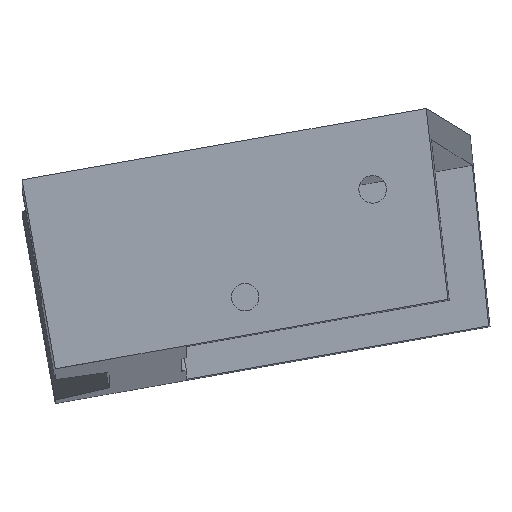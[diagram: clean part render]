
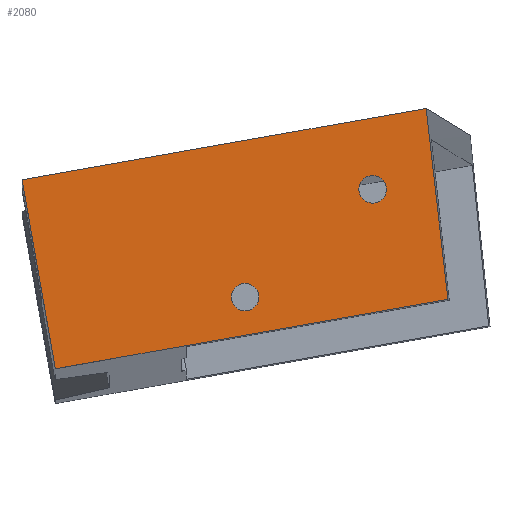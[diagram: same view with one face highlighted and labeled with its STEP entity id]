
A CAD part, front view. The second image highlights one B-rep face of the part: STEP entity #2080.
In plain terms, the highlighted planar face has unit normal (0, -1, 0).
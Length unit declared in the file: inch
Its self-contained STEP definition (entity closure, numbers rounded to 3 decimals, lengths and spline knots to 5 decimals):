
#1 = ORIENTED_EDGE ( 'NONE', *, *, #333, .F. ) ;
#42 = DIRECTION ( 'NONE',  ( 0., 0., 1. ) ) ;
#45 = CARTESIAN_POINT ( 'NONE',  ( 18.83394, 240.2, 118.6507 ) ) ;
#58 = LINE ( 'NONE', #643, #974 ) ;
#97 = VERTEX_POINT ( 'NONE', #1104 ) ;
#102 = CARTESIAN_POINT ( 'NONE',  ( 16.71611, 240.2, 119.54594 ) ) ;
#105 = LINE ( 'NONE', #1247, #588 ) ;
#153 = DIRECTION ( 'NONE',  ( 0., 0., 1. ) ) ;
#160 = AXIS2_PLACEMENT_3D ( 'NONE', #1189, #238, #42 ) ;
#180 = DIRECTION ( 'NONE',  ( -0.985, 0., -0.174 ) ) ;
#193 = EDGE_CURVE ( 'NONE', #1064, #521, #1844, .T. ) ;
#197 = EDGE_CURVE ( 'NONE', #2372, #2015, #1226, .T. ) ;
#210 = EDGE_CURVE ( 'NONE', #2480, #97, #771, .T. ) ;
#238 = DIRECTION ( 'NONE',  ( 0., 1., 0. ) ) ;
#256 = ORIENTED_EDGE ( 'NONE', *, *, #1241, .T. ) ;
#266 = VECTOR ( 'NONE', #1688, 39.37008 ) ;
#275 = DIRECTION ( 'NONE',  ( -0.985, 0., -0.174 ) ) ;
#276 = LINE ( 'NONE', #858, #2192 ) ;
#278 = CIRCLE ( 'NONE', #1477, 0.09 ) ;
#296 = CIRCLE ( 'NONE', #1259, 0.09 ) ;
#333 = EDGE_CURVE ( 'NONE', #1719, #734, #1120, .T. ) ;
#337 = CIRCLE ( 'NONE', #1731, 0.09 ) ;
#346 = EDGE_CURVE ( 'NONE', #1030, #1810, #296, .T. ) ;
#376 = ORIENTED_EDGE ( 'NONE', *, *, #210, .F. ) ;
#428 = PLANE ( 'NONE',  #160 ) ;
#435 = EDGE_CURVE ( 'NONE', #1719, #645, #572, .T. ) ;
#446 = LINE ( 'NONE', #45, #2391 ) ;
#519 = CARTESIAN_POINT ( 'NONE',  ( 18.69176, 240.2, 119.89451 ) ) ;
#521 = VERTEX_POINT ( 'NONE', #582 ) ;
#536 = EDGE_CURVE ( 'NONE', #734, #2141, #646, .T. ) ;
#547 = DIRECTION ( 'NONE',  ( 0.985, 0., 0.174 ) ) ;
#572 = LINE ( 'NONE', #2295, #1573 ) ;
#582 = CARTESIAN_POINT ( 'NONE',  ( 16.65008, 240.2, 118.26423 ) ) ;
#588 = VECTOR ( 'NONE', #1634, 39.37008 ) ;
#605 = CARTESIAN_POINT ( 'NONE',  ( 16.05074, 240.2, 119.4783 ) ) ;
#615 = EDGE_CURVE ( 'NONE', #521, #2480, #58, .T. ) ;
#622 = VECTOR ( 'NONE', #547, 39.37008 ) ;
#637 = EDGE_CURVE ( 'NONE', #1810, #1030, #337, .T. ) ;
#643 = CARTESIAN_POINT ( 'NONE',  ( 16.28481, 240.2, 118.19987 ) ) ;
#645 = VERTEX_POINT ( 'NONE', #1375 ) ;
#646 = B_SPLINE_CURVE_WITH_KNOTS ( 'NONE', 3,
 ( #1156, #969, #1725, #1350 ),
 .UNSPECIFIED., .F., .F.,
 ( 4, 4 ),
 ( 0., 0.0318 ),
 .UNSPECIFIED. ) ;
#722 = DIRECTION ( 'NONE',  ( 0., 1., 0. ) ) ;
#723 = ORIENTED_EDGE ( 'NONE', *, *, #615, .F. ) ;
#734 = VERTEX_POINT ( 'NONE', #519 ) ;
#765 = CARTESIAN_POINT ( 'NONE',  ( 16.27631, 240.2, 118.19837 ) ) ;
#771 = LINE ( 'NONE', #605, #1666 ) ;
#780 = CARTESIAN_POINT ( 'NONE',  ( 18.34365, 240.2, 119.45766 ) ) ;
#782 = DIRECTION ( 'NONE',  ( 0., 1., 0. ) ) ;
#806 = FACE_BOUND ( 'NONE', #2324, .T. ) ;
#841 = CARTESIAN_POINT ( 'NONE',  ( 18.83394, 240.2, 118.6507 ) ) ;
#858 = CARTESIAN_POINT ( 'NONE',  ( 16.43706, 240.2, 119.49671 ) ) ;
#859 = ORIENTED_EDGE ( 'NONE', *, *, #1890, .T. ) ;
#935 = CARTESIAN_POINT ( 'NONE',  ( 16.64141, 240.2, 118.31242 ) ) ;
#969 = CARTESIAN_POINT ( 'NONE',  ( 18.74483, 240.2, 119.48058 ) ) ;
#974 = VECTOR ( 'NONE', #275, 39.37008 ) ;
#1030 = VERTEX_POINT ( 'NONE', #1636 ) ;
#1037 = ORIENTED_EDGE ( 'NONE', *, *, #435, .T. ) ;
#1041 = DIRECTION ( 'NONE',  ( 0.985, 0., 0.174 ) ) ;
#1064 = VERTEX_POINT ( 'NONE', #2476 ) ;
#1104 = CARTESIAN_POINT ( 'NONE',  ( 16.05925, 240.2, 119.43005 ) ) ;
#1117 = CARTESIAN_POINT ( 'NONE',  ( 18.34365, 240.2, 119.36766 ) ) ;
#1120 = LINE ( 'NONE', #1669, #622 ) ;
#1156 = CARTESIAN_POINT ( 'NONE',  ( 18.69176, 240.2, 119.89451 ) ) ;
#1189 = CARTESIAN_POINT ( 'NONE',  ( 17.76039, 240.2, 119.10208 ) ) ;
#1225 = ORIENTED_EDGE ( 'NONE', *, *, #1673, .F. ) ;
#1226 = CIRCLE ( 'NONE', #1864, 0.09 ) ;
#1241 = EDGE_CURVE ( 'NONE', #1064, #2377, #105, .T. ) ;
#1247 = CARTESIAN_POINT ( 'NONE',  ( 16.94153, 240.2, 118.31641 ) ) ;
#1259 = AXIS2_PLACEMENT_3D ( 'NONE', #1457, #1293, #1832 ) ;
#1291 = ORIENTED_EDGE ( 'NONE', *, *, #193, .F. ) ;
#1293 = DIRECTION ( 'NONE',  ( 0., 1., 0. ) ) ;
#1350 = CARTESIAN_POINT ( 'NONE',  ( 18.83394, 240.2, 118.6507 ) ) ;
#1372 = FACE_OUTER_BOUND ( 'NONE', #2380, .T. ) ;
#1375 = CARTESIAN_POINT ( 'NONE',  ( 16.42854, 240.2, 119.4952 ) ) ;
#1385 = CARTESIAN_POINT ( 'NONE',  ( 17.51222, 240.2, 118.6654 ) ) ;
#1396 = DIRECTION ( 'NONE',  ( 0., 0., 1. ) ) ;
#1404 = ORIENTED_EDGE ( 'NONE', *, *, #1608, .F. ) ;
#1424 = EDGE_LOOP ( 'NONE', ( #1783, #1940 ) ) ;
#1457 = CARTESIAN_POINT ( 'NONE',  ( 17.51222, 240.2, 118.6654 ) ) ;
#1477 = AXIS2_PLACEMENT_3D ( 'NONE', #1117, #722, #153 ) ;
#1537 = DIRECTION ( 'NONE',  ( 0., 0., 1. ) ) ;
#1546 = CARTESIAN_POINT ( 'NONE',  ( 18.34365, 240.2, 119.27766 ) ) ;
#1561 = FACE_BOUND ( 'NONE', #1424, .T. ) ;
#1573 = VECTOR ( 'NONE', #180, 39.37008 ) ;
#1608 = EDGE_CURVE ( 'NONE', #2141, #2377, #446, .T. ) ;
#1625 = ORIENTED_EDGE ( 'NONE', *, *, #197, .T. ) ;
#1634 = DIRECTION ( 'NONE',  ( 0.985, 0., 0.174 ) ) ;
#1636 = CARTESIAN_POINT ( 'NONE',  ( 17.51222, 240.2, 118.5754 ) ) ;
#1666 = VECTOR ( 'NONE', #2294, 39.37008 ) ;
#1669 = CARTESIAN_POINT ( 'NONE',  ( 17.82783, 240.2, 119.74209 ) ) ;
#1673 = EDGE_CURVE ( 'NONE', #97, #645, #276, .T. ) ;
#1688 = DIRECTION ( 'NONE',  ( 0.177, 0., -0.984 ) ) ;
#1719 = VERTEX_POINT ( 'NONE', #102 ) ;
#1725 = CARTESIAN_POINT ( 'NONE',  ( 18.79211, 240.2, 119.06592 ) ) ;
#1731 = AXIS2_PLACEMENT_3D ( 'NONE', #1385, #1960, #1396 ) ;
#1739 = DIRECTION ( 'NONE',  ( -0.985, 0., -0.174 ) ) ;
#1783 = ORIENTED_EDGE ( 'NONE', *, *, #637, .T. ) ;
#1810 = VERTEX_POINT ( 'NONE', #2038 ) ;
#1832 = DIRECTION ( 'NONE',  ( 0., 0., 1. ) ) ;
#1844 = LINE ( 'NONE', #935, #266 ) ;
#1864 = AXIS2_PLACEMENT_3D ( 'NONE', #2459, #782, #1537 ) ;
#1890 = EDGE_CURVE ( 'NONE', #2015, #2372, #278, .T. ) ;
#1940 = ORIENTED_EDGE ( 'NONE', *, *, #346, .T. ) ;
#1960 = DIRECTION ( 'NONE',  ( 0., 1., 0. ) ) ;
#2015 = VERTEX_POINT ( 'NONE', #780 ) ;
#2038 = CARTESIAN_POINT ( 'NONE',  ( 17.51222, 240.2, 118.7554 ) ) ;
#2074 = ORIENTED_EDGE ( 'NONE', *, *, #536, .F. ) ;
#2080 = ADVANCED_FACE ( 'NONE', ( #806, #1561, #1372 ), #428, .F. ) ;
#2141 = VERTEX_POINT ( 'NONE', #841 ) ;
#2192 = VECTOR ( 'NONE', #1041, 39.37008 ) ;
#2294 = DIRECTION ( 'NONE',  ( -0.174, 0., 0.985 ) ) ;
#2295 = CARTESIAN_POINT ( 'NONE',  ( 16.72433, 240.2, 119.54739 ) ) ;
#2316 = CARTESIAN_POINT ( 'NONE',  ( 16.93329, 240.2, 118.31495 ) ) ;
#2324 = EDGE_LOOP ( 'NONE', ( #859, #1625 ) ) ;
#2372 = VERTEX_POINT ( 'NONE', #1546 ) ;
#2377 = VERTEX_POINT ( 'NONE', #2316 ) ;
#2380 = EDGE_LOOP ( 'NONE', ( #1291, #256, #1404, #2074, #1, #1037, #1225, #376, #723 ) ) ;
#2391 = VECTOR ( 'NONE', #1739, 39.37008 ) ;
#2459 = CARTESIAN_POINT ( 'NONE',  ( 18.34365, 240.2, 119.36766 ) ) ;
#2476 = CARTESIAN_POINT ( 'NONE',  ( 16.64996, 240.2, 118.2649 ) ) ;
#2480 = VERTEX_POINT ( 'NONE', #765 ) ;
